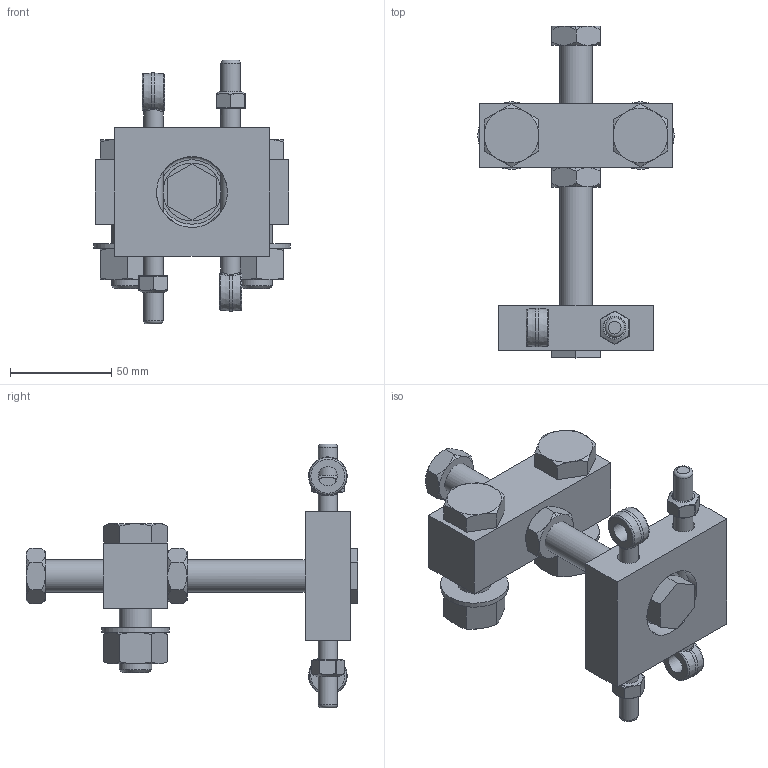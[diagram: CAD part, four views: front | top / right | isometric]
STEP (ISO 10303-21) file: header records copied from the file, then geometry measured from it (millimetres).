
FILE_DESCRIPTION((''),'2;1');
FILE_NAME('25467 ETA-4 CLOSED ADJUSTABLE BLOCK HANGER.stp','2010-12-10T08:20:50',('jholman'),(''),'Autodesk Inventor 2009','Autodesk Inventor 2009','');
FILE_SCHEMA(('AUTOMOTIVE_DESIGN { 1 0 10303 214 1 1 1 1 }'));
Length unit declared in the file: inch
Products named in the file (12): 25467; 3D11N7F4A; Heavy Hex Structural Bolt - Inch 5/8-11 UNC - 2.5; Heavy Hex Nut - Inch 5/8 - 11; Plain Washer (Inch) 5/8 - narrow - Type A; 3D11GIB4B; 3D1104B4A; 3D110JB4A; 3D11ZIB4A; 3D11NYD4C; Hex Nut - UNC (Regular Thread - Inch) 3/8 - 16; 3D114FD4B
Assembly tree (17 placements, depth 2):
  25467
    3D11N7F4A
    Heavy Hex Structural Bolt - Inch 5/8-11 UNC - 2.5  x2
    Heavy Hex Nut - Inch 5/8 - 11  x2
    Plain Washer (Inch) 5/8 - narrow - Type A  x2
    3D11GIB4B
    3D1104B4A  x2
    3D110JB4A
    3D11ZIB4A
    3D11NYD4C
    Hex Nut - UNC (Regular Thread - Inch) 3/8 - 16  x2
    3D114FD4B  x2
Bounding box: 96.82 x 163.68 x 130.18 mm (x, y, z)
Volume: 280406.7 mm3; surface area: 84851.2 mm2
Topology: 17 solids, 17 shells, 393 faces, 867 edges, 488 vertices
Faces by surface type: cone 103, plane 102, bspline 73, sphere 48, cylinder 47, torus 20
Full cylindrical faces by diameter (mm): 3.969 x1, 9.525 x2, 15.875 x3, 16.307 x2, 16.662 x2, 22.009 x1, 24.289 x2, 28.575 x2, 33.325 x2
Entity records: 7901 total; most frequent: CARTESIAN_POINT 3218, DIRECTION 894, ORIENTED_EDGE 838, EDGE_CURVE 419, AXIS2_PLACEMENT_3D 399, EDGE_LOOP 296, VERTEX_POINT 265, FACE_OUTER_BOUND 220
